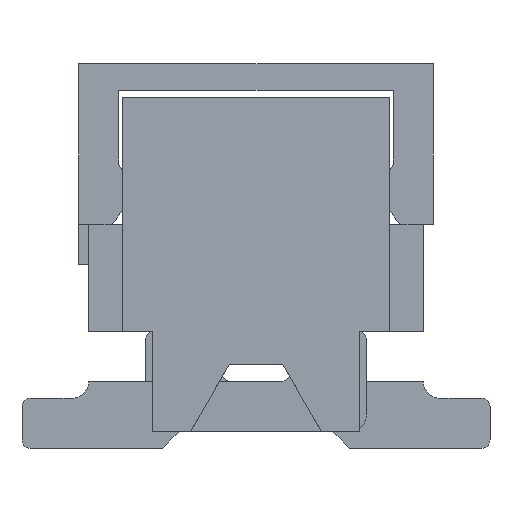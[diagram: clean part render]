
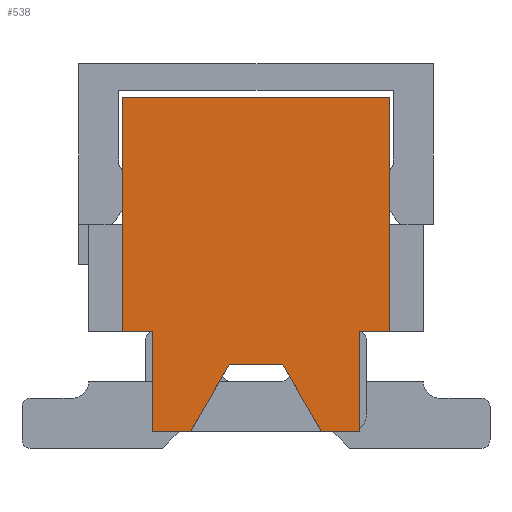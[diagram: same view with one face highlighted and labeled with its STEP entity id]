
A CAD part, left-side view. The second image highlights one B-rep face of the part: STEP entity #538.
In plain terms, the highlighted planar face has unit normal (-1, 0, 0).
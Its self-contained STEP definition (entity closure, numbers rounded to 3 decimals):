
#538 = ADVANCED_FACE( '', ( #1305 ), #1306, .F. );
#1305 = FACE_OUTER_BOUND( '', #2351, .T. );
#1306 = PLANE( '', #2352 );
#2351 = EDGE_LOOP( '', ( #3639, #3640, #3641, #3642, #3643, #3644, #3645, #3646, #3647, #3648, #3649, #3650, #3651, #3652 ) );
#2352 = AXIS2_PLACEMENT_3D( '', #3653, #3654, #3655 );
#3639 = ORIENTED_EDGE( '', *, *, #6801, .F. );
#3640 = ORIENTED_EDGE( '', *, *, #6768, .F. );
#3641 = ORIENTED_EDGE( '', *, *, #6802, .F. );
#3642 = ORIENTED_EDGE( '', *, *, #6803, .F. );
#3643 = ORIENTED_EDGE( '', *, *, #6804, .F. );
#3644 = ORIENTED_EDGE( '', *, *, #6805, .F. );
#3645 = ORIENTED_EDGE( '', *, *, #6806, .F. );
#3646 = ORIENTED_EDGE( '', *, *, #6807, .F. );
#3647 = ORIENTED_EDGE( '', *, *, #6808, .F. );
#3648 = ORIENTED_EDGE( '', *, *, #6720, .F. );
#3649 = ORIENTED_EDGE( '', *, *, #6809, .T. );
#3650 = ORIENTED_EDGE( '', *, *, #6810, .F. );
#3651 = ORIENTED_EDGE( '', *, *, #6811, .F. );
#3652 = ORIENTED_EDGE( '', *, *, #6812, .F. );
#3653 = CARTESIAN_POINT( '', ( -4.075, 0., 0. ) );
#3654 = DIRECTION( '', ( 1., 0., 0. ) );
#3655 = DIRECTION( '', ( 0., 0., -1. ) );
#6720 = EDGE_CURVE( '', #8148, #8150, #8151, .T. );
#6768 = EDGE_CURVE( '', #8238, #8240, #8241, .T. );
#6801 = EDGE_CURVE( '', #8240, #8296, #8297, .T. );
#6802 = EDGE_CURVE( '', #8298, #8238, #8299, .T. );
#6803 = EDGE_CURVE( '', #8300, #8298, #8301, .T. );
#6804 = EDGE_CURVE( '', #8302, #8300, #8303, .T. );
#6805 = EDGE_CURVE( '', #8304, #8302, #8305, .T. );
#6806 = EDGE_CURVE( '', #8306, #8304, #8307, .T. );
#6807 = EDGE_CURVE( '', #8308, #8306, #8309, .T. );
#6808 = EDGE_CURVE( '', #8150, #8308, #8310, .T. );
#6809 = EDGE_CURVE( '', #8148, #8311, #8312, .T. );
#6810 = EDGE_CURVE( '', #8313, #8311, #8314, .T. );
#6811 = EDGE_CURVE( '', #8315, #8313, #8316, .T. );
#6812 = EDGE_CURVE( '', #8296, #8315, #8317, .T. );
#8148 = VERTEX_POINT( '', #10202 );
#8150 = VERTEX_POINT( '', #10205 );
#8151 = LINE( '', #10206, #10207 );
#8238 = VERTEX_POINT( '', #10340 );
#8240 = VERTEX_POINT( '', #10343 );
#8241 = LINE( '', #10344, #10345 );
#8296 = VERTEX_POINT( '', #10425 );
#8297 = LINE( '', #10426, #10427 );
#8298 = VERTEX_POINT( '', #10428 );
#8299 = LINE( '', #10429, #10430 );
#8300 = VERTEX_POINT( '', #10431 );
#8301 = LINE( '', #10432, #10433 );
#8302 = VERTEX_POINT( '', #10434 );
#8303 = LINE( '', #10435, #10436 );
#8304 = VERTEX_POINT( '', #10437 );
#8305 = LINE( '', #10438, #10439 );
#8306 = VERTEX_POINT( '', #10440 );
#8307 = LINE( '', #10441, #10442 );
#8308 = VERTEX_POINT( '', #10443 );
#8309 = LINE( '', #10444, #10445 );
#8310 = LINE( '', #10446, #10447 );
#8311 = VERTEX_POINT( '', #10448 );
#8312 = LINE( '', #10449, #10450 );
#8313 = VERTEX_POINT( '', #10451 );
#8314 = LINE( '', #10452, #10453 );
#8315 = VERTEX_POINT( '', #10454 );
#8316 = LINE( '', #10455, #10456 );
#8317 = LINE( '', #10457, #10458 );
#10202 = CARTESIAN_POINT( '', ( -4.075, -2., -0.8 ) );
#10205 = CARTESIAN_POINT( '', ( -4.075, -1.55, -0.8 ) );
#10206 = CARTESIAN_POINT( '', ( -4.075, -2.5, -0.8 ) );
#10207 = VECTOR( '', #12779, 1000. );
#10340 = CARTESIAN_POINT( '', ( -4.075, 1.55, -0.8 ) );
#10343 = CARTESIAN_POINT( '', ( -4.075, 2., -0.8 ) );
#10344 = CARTESIAN_POINT( '', ( -4.075, 2.5, -0.8 ) );
#10345 = VECTOR( '', #12827, 1000. );
#10425 = CARTESIAN_POINT( '', ( -4.075, 2., 0.8 ) );
#10426 = CARTESIAN_POINT( '', ( -4.075, 2., -0.8 ) );
#10427 = VECTOR( '', #12853, 1000. );
#10428 = CARTESIAN_POINT( '', ( -4.075, 1.55, -2.3 ) );
#10429 = CARTESIAN_POINT( '', ( -4.075, 1.55, -0.8 ) );
#10430 = VECTOR( '', #12854, 1000. );
#10431 = CARTESIAN_POINT( '', ( -4.075, 0.98, -2.3 ) );
#10432 = CARTESIAN_POINT( '', ( -4.075, 0.98, -2.3 ) );
#10433 = VECTOR( '', #12855, 1000. );
#10434 = CARTESIAN_POINT( '', ( -4.075, 0.4, -1.3 ) );
#10435 = CARTESIAN_POINT( '', ( -4.075, 0.4, -1.3 ) );
#10436 = VECTOR( '', #12856, 1000. );
#10437 = CARTESIAN_POINT( '', ( -4.075, -0.4, -1.3 ) );
#10438 = CARTESIAN_POINT( '', ( -4.075, -0.4, -1.3 ) );
#10439 = VECTOR( '', #12857, 1000. );
#10440 = CARTESIAN_POINT( '', ( -4.075, -0.98, -2.3 ) );
#10441 = CARTESIAN_POINT( '', ( -4.075, -0.98, -2.3 ) );
#10442 = VECTOR( '', #12858, 1000. );
#10443 = CARTESIAN_POINT( '', ( -4.075, -1.55, -2.3 ) );
#10444 = CARTESIAN_POINT( '', ( -4.075, -1.55, -2.3 ) );
#10445 = VECTOR( '', #12859, 1000. );
#10446 = CARTESIAN_POINT( '', ( -4.075, -1.55, -0.8 ) );
#10447 = VECTOR( '', #12860, 1000. );
#10448 = CARTESIAN_POINT( '', ( -4.075, -2., 0.8 ) );
#10449 = CARTESIAN_POINT( '', ( -4.075, -2., -0.8 ) );
#10450 = VECTOR( '', #12861, 1000. );
#10451 = CARTESIAN_POINT( '', ( -4.075, -2., 2.7 ) );
#10452 = CARTESIAN_POINT( '', ( -4.075, -2., 2.7 ) );
#10453 = VECTOR( '', #12862, 1000. );
#10454 = CARTESIAN_POINT( '', ( -4.075, 2., 2.7 ) );
#10455 = CARTESIAN_POINT( '', ( -4.075, 2., 2.7 ) );
#10456 = VECTOR( '', #12863, 1000. );
#10457 = CARTESIAN_POINT( '', ( -4.075, 2., 0.8 ) );
#10458 = VECTOR( '', #12864, 1000. );
#12779 = DIRECTION( '', ( 0., 1., 0. ) );
#12827 = DIRECTION( '', ( 0., 1., 0. ) );
#12853 = DIRECTION( '', ( 0., 0., 1. ) );
#12854 = DIRECTION( '', ( 0., 0., 1. ) );
#12855 = DIRECTION( '', ( 0., 1., 0. ) );
#12856 = DIRECTION( '', ( 0., 0.502, -0.865 ) );
#12857 = DIRECTION( '', ( 0., 1., 0. ) );
#12858 = DIRECTION( '', ( 0., 0.502, 0.865 ) );
#12859 = DIRECTION( '', ( 0., 1., 0. ) );
#12860 = DIRECTION( '', ( 0., 0., -1. ) );
#12861 = DIRECTION( '', ( 0., 0., 1. ) );
#12862 = DIRECTION( '', ( 0., 0., -1. ) );
#12863 = DIRECTION( '', ( 0., -1., 0. ) );
#12864 = DIRECTION( '', ( 0., 0., 1. ) );
